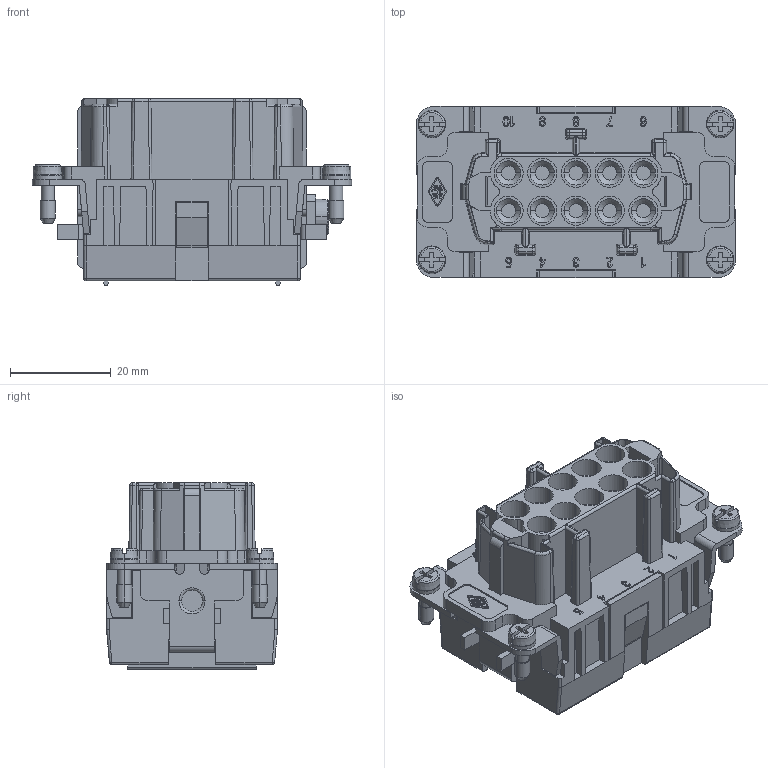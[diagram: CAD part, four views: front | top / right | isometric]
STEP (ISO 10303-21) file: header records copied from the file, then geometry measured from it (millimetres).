
FILE_DESCRIPTION(('Creo Elements/Direct Modeling STEP Export'),'2;1');
FILE_NAME('CSEF 10.stp','2012-07-10T 7:56:43',(''),(''),'Creo Elements/Direct Modeling STEP processor for AP214 (Solid Model)','Creo Elements/Direct Modeling 17.0D 15-Jul-2011 (C) Parametric Technology GmbH','');
FILE_SCHEMA(('AUTOMOTIVE_DESIGN { 1 0 10303 214 1 1 1 1 }'));
Products named in the file (2): CSEF_10
Assembly tree (1 placements, depth 2):
  CSEF_10
    CSEF_10
Bounding box: 63.5 x 34 x 37.1 mm (x, y, z)
Volume: 36795.3 mm3; surface area: 19114.7 mm2
Topology: 1 solids, 5 shells, 2193 faces, 6071 edges, 3961 vertices
Faces by surface type: plane 1772, cylinder 315, cone 56, sphere 20, torus 12, bspline 10, extrusion 8
Entity records: 82954 total; most frequent: CARTESIAN_POINT 18941, ORIENTED_EDGE 12102, DIRECTION 10537, EDGE_CURVE 6051, VECTOR 5167, LINE 5159, VERTEX_POINT 3961, AXIS2_PLACEMENT_3D 2685
